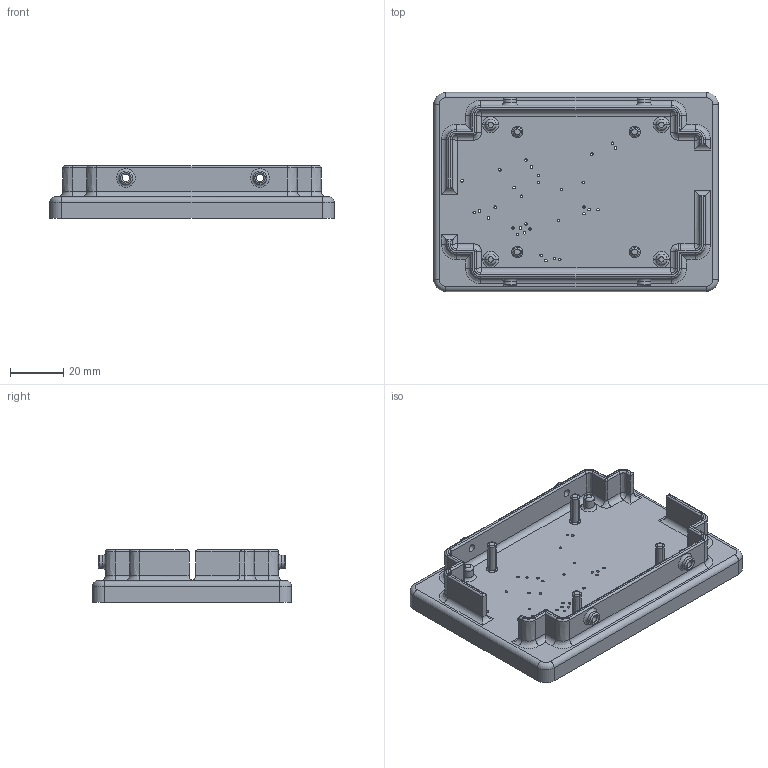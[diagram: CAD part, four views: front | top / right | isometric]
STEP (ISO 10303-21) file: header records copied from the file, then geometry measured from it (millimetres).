
FILE_DESCRIPTION(('Open CASCADE Model'),'2;1');
FILE_NAME('Open CASCADE Shape Model','2025-12-08T14:42:04',('Author'),( 'Open CASCADE'),'Open CASCADE STEP processor 7.8','Open CASCADE 7.8' ,'Unknown');
FILE_SCHEMA(('AUTOMOTIVE_DESIGN { 1 0 10303 214 1 1 1 1 }'));
Length unit declared in the file: millimetre
Products named in the file (1): Open CASCADE STEP translator 7.8 1
Bounding box: 106.6 x 74.6 x 19.6 mm (x, y, z)
Volume: 70234.8 mm3; surface area: 25909.8 mm2
Topology: 1 solids, 1 shells, 323 faces, 735 edges, 424 vertices
Faces by surface type: cylinder 126, bspline 72, plane 57, extrusion 36, torus 32
Full cylindrical faces by diameter (mm): 0.95 x32, 2.45 x4, 2.8 x4, 5 x4
Entity records: 28951 total; most frequent: CARTESIAN_POINT 15408, DIRECTION 2155, ORIENTED_EDGE 1454, PCURVE 1454, DEFINITIONAL_REPRESENTATION 1454, VECTOR 1135, LINE 1099, EDGE_CURVE 727
